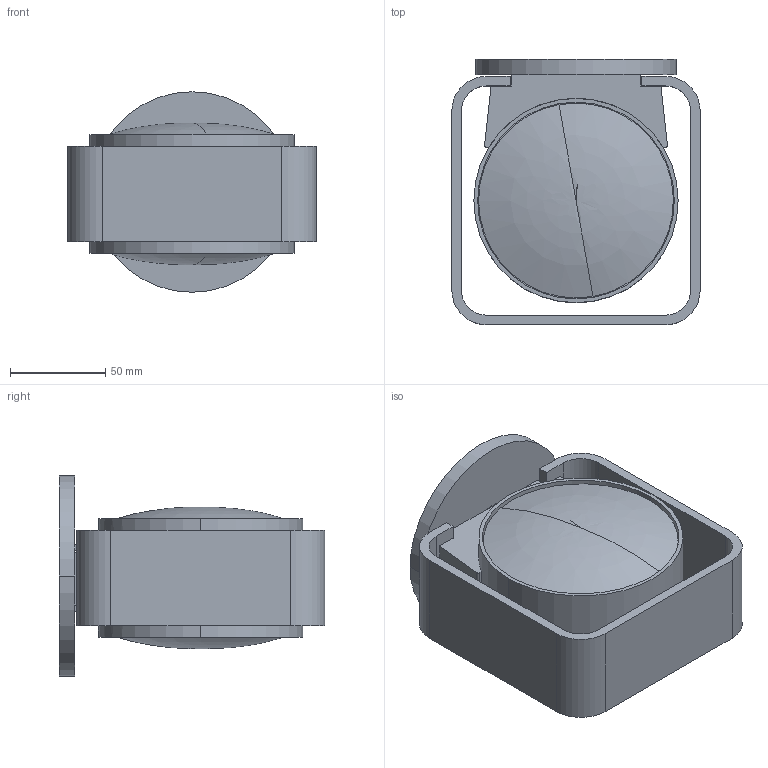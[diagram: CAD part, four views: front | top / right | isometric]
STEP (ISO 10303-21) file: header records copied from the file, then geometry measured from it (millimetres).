
FILE_DESCRIPTION(('CATIA V5 STEP Exchange'),'2;1');
FILE_NAME('GW-1025.stp','2025-12-17T11:01:57+00:00',('none'),('none'),'CATIA Version 5-6 Release 2018','CATIA V5 STEP AP203','none');
FILE_SCHEMA(('CONFIG_CONTROL_DESIGN'));
Length unit declared in the file: millimetre
Products named in the file (2): 装配体24; 灯体焊接_默认
Assembly tree (29 placements, depth 3):
  装配体24
    #57
    灯体焊接_默认
      #522
      #2108
    #3703
    #4590
    #4911  x2
    #6446  x2
    #6659
    #7282  x2
    #7464
    #8657  x4
    #12751  x4
    #18276
    #21308  x6
Bounding box: 130 x 139 x 105 mm (x, y, z)
Volume: 444686.2 mm3; surface area: 204509.9 mm2
Topology: 34 solids, 34 shells, 1172 faces, 3084 edges, 1993 vertices
Faces by surface type: cylinder 703, plane 339, cone 94, bspline 20, sphere 12, revolution 4
Entity records: 22030 total; most frequent: CARTESIAN_POINT 9734, ORIENTED_EDGE 2772, DIRECTION 1919, EDGE_CURVE 1386, AXIS2_PLACEMENT_3D 909, VERTEX_POINT 879, EDGE_LOOP 629, ADVANCED_FACE 556
